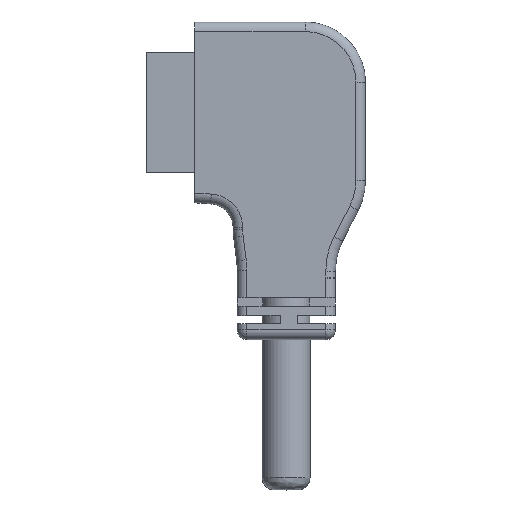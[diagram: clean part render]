
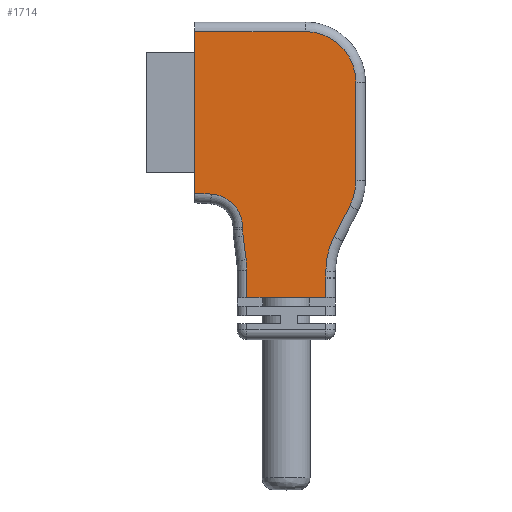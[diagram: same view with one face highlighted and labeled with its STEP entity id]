
A CAD part, top view. The second image highlights one B-rep face of the part: STEP entity #1714.
In plain terms, the highlighted planar face has unit normal (0, 0, 1).
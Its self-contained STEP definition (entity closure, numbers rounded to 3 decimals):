
#55=PLANE('',#1861);
#92=LINE('',#2691,#245);
#132=LINE('',#2792,#285);
#140=LINE('',#2809,#293);
#141=LINE('',#2813,#294);
#142=LINE('',#2815,#295);
#143=LINE('',#2819,#296);
#144=LINE('',#2823,#297);
#145=LINE('',#2827,#298);
#146=LINE('',#2829,#299);
#147=LINE('',#2831,#300);
#148=LINE('',#2835,#301);
#149=LINE('',#2839,#302);
#245=VECTOR('',#2081,10.);
#285=VECTOR('',#2171,10.);
#293=VECTOR('',#2185,10.);
#294=VECTOR('',#2188,10.);
#295=VECTOR('',#2189,10.);
#296=VECTOR('',#2192,10.);
#297=VECTOR('',#2195,10.);
#298=VECTOR('',#2198,10.);
#299=VECTOR('',#2199,10.);
#300=VECTOR('',#2200,10.);
#301=VECTOR('',#2203,10.);
#302=VECTOR('',#2206,10.);
#455=FACE_OUTER_BOUND('',#562,.T.);
#562=EDGE_LOOP('',(#1293,#1294,#1295,#1296,#1297,#1298,#1299,#1300,#1301,
#1302,#1303,#1304,#1305,#1306,#1307,#1308,#1309,#1310,#1311));
#673=CIRCLE('',#1862,1.6);
#674=CIRCLE('',#1863,6.3);
#675=CIRCLE('',#1864,4.7);
#676=CIRCLE('',#1865,4.2);
#677=CIRCLE('',#1866,2.8);
#678=CIRCLE('',#1867,4.2);
#679=CIRCLE('',#1868,6.8);
#774=VERTEX_POINT('',#2688);
#775=VERTEX_POINT('',#2690);
#811=VERTEX_POINT('',#2791);
#817=VERTEX_POINT('',#2808);
#818=VERTEX_POINT('',#2810);
#819=VERTEX_POINT('',#2812);
#820=VERTEX_POINT('',#2814);
#821=VERTEX_POINT('',#2816);
#822=VERTEX_POINT('',#2818);
#823=VERTEX_POINT('',#2820);
#824=VERTEX_POINT('',#2822);
#825=VERTEX_POINT('',#2824);
#826=VERTEX_POINT('',#2826);
#827=VERTEX_POINT('',#2828);
#828=VERTEX_POINT('',#2830);
#829=VERTEX_POINT('',#2832);
#830=VERTEX_POINT('',#2834);
#831=VERTEX_POINT('',#2836);
#832=VERTEX_POINT('',#2838);
#935=EDGE_CURVE('',#775,#774,#92,.T.);
#986=EDGE_CURVE('',#775,#811,#132,.T.);
#995=EDGE_CURVE('',#817,#774,#140,.T.);
#996=EDGE_CURVE('',#818,#817,#673,.T.);
#997=EDGE_CURVE('',#819,#818,#141,.T.);
#998=EDGE_CURVE('',#820,#819,#142,.T.);
#999=EDGE_CURVE('',#821,#820,#674,.T.);
#1000=EDGE_CURVE('',#822,#821,#143,.T.);
#1001=EDGE_CURVE('',#823,#822,#675,.T.);
#1002=EDGE_CURVE('',#824,#823,#144,.T.);
#1003=EDGE_CURVE('',#825,#824,#676,.T.);
#1004=EDGE_CURVE('',#826,#825,#145,.T.);
#1005=EDGE_CURVE('',#827,#826,#146,.T.);
#1006=EDGE_CURVE('',#828,#827,#147,.T.);
#1007=EDGE_CURVE('',#829,#828,#677,.T.);
#1008=EDGE_CURVE('',#830,#829,#148,.T.);
#1009=EDGE_CURVE('',#831,#830,#678,.T.);
#1010=EDGE_CURVE('',#832,#831,#149,.T.);
#1011=EDGE_CURVE('',#811,#832,#679,.T.);
#1293=ORIENTED_EDGE('',*,*,#935,.T.);
#1294=ORIENTED_EDGE('',*,*,#995,.F.);
#1295=ORIENTED_EDGE('',*,*,#996,.F.);
#1296=ORIENTED_EDGE('',*,*,#997,.F.);
#1297=ORIENTED_EDGE('',*,*,#998,.F.);
#1298=ORIENTED_EDGE('',*,*,#999,.F.);
#1299=ORIENTED_EDGE('',*,*,#1000,.F.);
#1300=ORIENTED_EDGE('',*,*,#1001,.F.);
#1301=ORIENTED_EDGE('',*,*,#1002,.F.);
#1302=ORIENTED_EDGE('',*,*,#1003,.F.);
#1303=ORIENTED_EDGE('',*,*,#1004,.F.);
#1304=ORIENTED_EDGE('',*,*,#1005,.F.);
#1305=ORIENTED_EDGE('',*,*,#1006,.F.);
#1306=ORIENTED_EDGE('',*,*,#1007,.F.);
#1307=ORIENTED_EDGE('',*,*,#1008,.F.);
#1308=ORIENTED_EDGE('',*,*,#1009,.F.);
#1309=ORIENTED_EDGE('',*,*,#1010,.F.);
#1310=ORIENTED_EDGE('',*,*,#1011,.F.);
#1311=ORIENTED_EDGE('',*,*,#986,.F.);
#1714=ADVANCED_FACE('',(#455),#55,.T.);
#1861=AXIS2_PLACEMENT_3D('',#2807,#2183,#2184);
#1862=AXIS2_PLACEMENT_3D('',#2811,#2186,#2187);
#1863=AXIS2_PLACEMENT_3D('',#2817,#2190,#2191);
#1864=AXIS2_PLACEMENT_3D('',#2821,#2193,#2194);
#1865=AXIS2_PLACEMENT_3D('',#2825,#2196,#2197);
#1866=AXIS2_PLACEMENT_3D('',#2833,#2201,#2202);
#1867=AXIS2_PLACEMENT_3D('',#2837,#2204,#2205);
#1868=AXIS2_PLACEMENT_3D('',#2840,#2207,#2208);
#2081=DIRECTION('',(1.,0.,0.));
#2171=DIRECTION('',(0.,1.,0.));
#2183=DIRECTION('center_axis',(0.,0.,1.));
#2184=DIRECTION('ref_axis',(1.,0.,0.));
#2185=DIRECTION('',(0.,-1.,0.));
#2186=DIRECTION('center_axis',(0.,0.,1.));
#2187=DIRECTION('ref_axis',(-1.,0.009,0.));
#2188=DIRECTION('',(-0.017,-1.,0.));
#2189=DIRECTION('',(0.001,-1.,0.));
#2190=DIRECTION('center_axis',(0.,0.,1.));
#2191=DIRECTION('ref_axis',(-0.972,0.233,0.));
#2192=DIRECTION('',(-0.454,-0.891,0.));
#2193=DIRECTION('center_axis',(0.,0.,-1.));
#2194=DIRECTION('ref_axis',(0.972,-0.233,0.));
#2195=DIRECTION('',(0.,-1.,0.));
#2196=DIRECTION('center_axis',(0.,0.,-1.));
#2197=DIRECTION('ref_axis',(0.707,0.707,0.));
#2198=DIRECTION('',(1.,0.,0.));
#2199=DIRECTION('',(0.,1.,0.));
#2200=DIRECTION('',(-0.998,0.064,0.));
#2201=DIRECTION('center_axis',(0.,0.,1.));
#2202=DIRECTION('ref_axis',(0.729,0.684,0.));
#2203=DIRECTION('',(0.,1.,0.));
#2204=DIRECTION('center_axis',(0.,0.,-1.));
#2205=DIRECTION('ref_axis',(-0.998,-0.064,0.));
#2206=DIRECTION('',(-0.128,0.992,0.));
#2207=DIRECTION('center_axis',(0.,0.,1.));
#2208=DIRECTION('ref_axis',(0.998,0.064,0.));
#2688=CARTESIAN_POINT('',(-3.3,-22.9,6.));
#2690=CARTESIAN_POINT('',(-9.861,-22.9,6.));
#2691=CARTESIAN_POINT('',(-5.,-22.9,6.));
#2791=CARTESIAN_POINT('',(-9.861,-20.632,6.));
#2792=CARTESIAN_POINT('',(-9.861,-16.916,6.));
#2807=CARTESIAN_POINT('Origin',(-7.5,-13.2,6.));
#2808=CARTESIAN_POINT('',(-3.3,-21.307,6.));
#2809=CARTESIAN_POINT('',(-3.3,-19.8,6.));
#2810=CARTESIAN_POINT('',(-3.3,-21.279,6.));
#2811=CARTESIAN_POINT('Origin',(-1.7,-21.307,6.));
#2812=CARTESIAN_POINT('',(-3.299,-21.211,6.));
#2813=CARTESIAN_POINT('',(-3.231,-17.281,6.));
#2814=CARTESIAN_POINT('',(-3.299,-20.722,6.));
#2815=CARTESIAN_POINT('',(-3.301,-17.208,6.));
#2816=CARTESIAN_POINT('',(-2.612,-17.858,6.));
#2817=CARTESIAN_POINT('Origin',(3.001,-20.718,6.));
#2818=CARTESIAN_POINT('',(-1.312,-15.308,6.));
#2819=CARTESIAN_POINT('',(-2.174,-16.998,6.));
#2820=CARTESIAN_POINT('',(-0.8,-13.174,6.));
#2821=CARTESIAN_POINT('Origin',(-5.5,-13.174,6.));
#2822=CARTESIAN_POINT('',(-0.8,-5.,6.));
#2823=CARTESIAN_POINT('',(-0.8,-13.187,6.));
#2824=CARTESIAN_POINT('',(-5.,-0.8,6.));
#2825=CARTESIAN_POINT('Origin',(-5.,-5.,6.));
#2826=CARTESIAN_POINT('',(-14.2,-0.8,6.));
#2827=CARTESIAN_POINT('',(-6.25,-0.8,6.));
#2828=CARTESIAN_POINT('',(-14.2,-14.221,6.));
#2829=CARTESIAN_POINT('',(-14.2,-6.7,6.));
#2830=CARTESIAN_POINT('',(-12.822,-14.309,6.));
#2831=CARTESIAN_POINT('',(-11.177,-14.415,6.));
#2832=CARTESIAN_POINT('',(-10.202,-17.103,6.));
#2833=CARTESIAN_POINT('Origin',(-13.002,-17.103,6.));
#2834=CARTESIAN_POINT('',(-10.202,-17.276,6.));
#2835=CARTESIAN_POINT('',(-10.202,-15.152,6.));
#2836=CARTESIAN_POINT('',(-10.168,-17.812,6.));
#2837=CARTESIAN_POINT('Origin',(-6.002,-17.276,6.));
#2838=CARTESIAN_POINT('',(-9.916,-19.764,6.));
#2839=CARTESIAN_POINT('',(-10.438,-15.712,6.));
#2840=CARTESIAN_POINT('Origin',(-16.661,-20.632,6.));
